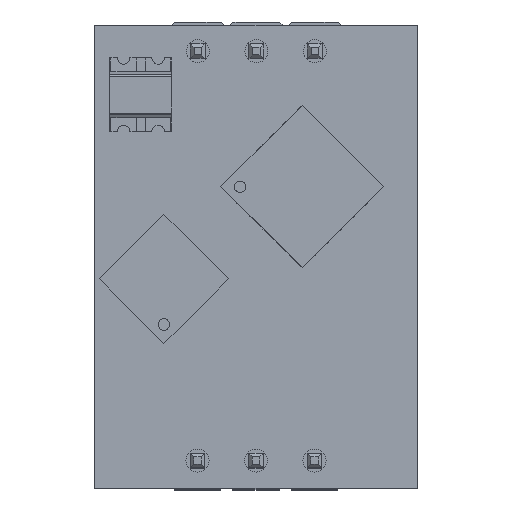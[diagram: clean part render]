
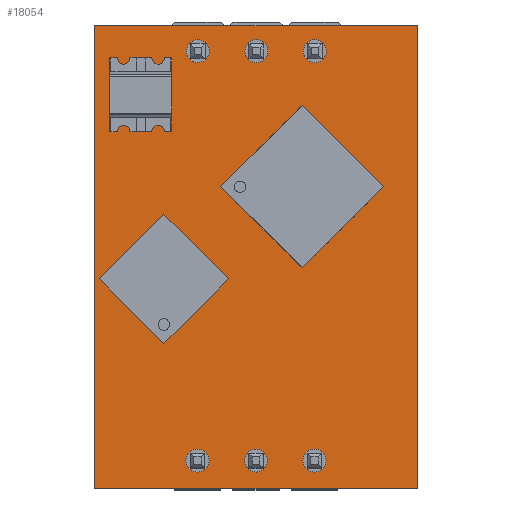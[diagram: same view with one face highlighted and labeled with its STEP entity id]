
A CAD part, top view. The second image highlights one B-rep face of the part: STEP entity #18054.
In plain terms, the highlighted planar face has unit normal (0, 0, 1).
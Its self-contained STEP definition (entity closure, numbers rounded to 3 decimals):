
#17876 = VERTEX_POINT('',#17877);
#17877 = CARTESIAN_POINT('',(7.,-10.1,1.6));
#17883 = EDGE_CURVE('',#17876,#17884,#17886,.T.);
#17884 = VERTEX_POINT('',#17885);
#17885 = CARTESIAN_POINT('',(-7.,-10.1,1.6));
#17886 = LINE('',#17887,#17888);
#17887 = CARTESIAN_POINT('',(7.,-10.1,1.6));
#17888 = VECTOR('',#17889,1.);
#17889 = DIRECTION('',(-1.,0.,0.));
#17916 = VERTEX_POINT('',#17917);
#17917 = CARTESIAN_POINT('',(7.,10.,1.6));
#17923 = EDGE_CURVE('',#17916,#17876,#17924,.T.);
#17924 = LINE('',#17925,#17926);
#17925 = CARTESIAN_POINT('',(7.,10.,1.6));
#17926 = VECTOR('',#17927,1.);
#17927 = DIRECTION('',(0.,-1.,0.));
#17945 = EDGE_CURVE('',#17884,#17946,#17948,.T.);
#17946 = VERTEX_POINT('',#17947);
#17947 = CARTESIAN_POINT('',(-7.,10.,1.6));
#17948 = LINE('',#17949,#17950);
#17949 = CARTESIAN_POINT('',(-7.,-10.1,1.6));
#17950 = VECTOR('',#17951,1.);
#17951 = DIRECTION('',(0.,1.,0.));
#18054 = ADVANCED_FACE('',(#18055,#18066,#18077,#18088,#18099,#18110,
    #18121),#18132,.T.);
#18055 = FACE_BOUND('',#18056,.T.);
#18056 = EDGE_LOOP('',(#18057,#18058,#18059,#18065));
#18057 = ORIENTED_EDGE('',*,*,#17883,.F.);
#18058 = ORIENTED_EDGE('',*,*,#17923,.F.);
#18059 = ORIENTED_EDGE('',*,*,#18060,.F.);
#18060 = EDGE_CURVE('',#17946,#17916,#18061,.T.);
#18061 = LINE('',#18062,#18063);
#18062 = CARTESIAN_POINT('',(-7.,10.,1.6));
#18063 = VECTOR('',#18064,1.);
#18064 = DIRECTION('',(1.,0.,0.));
#18065 = ORIENTED_EDGE('',*,*,#17945,.F.);
#18066 = FACE_BOUND('',#18067,.T.);
#18067 = EDGE_LOOP('',(#18068));
#18068 = ORIENTED_EDGE('',*,*,#18069,.T.);
#18069 = EDGE_CURVE('',#18070,#18070,#18072,.T.);
#18070 = VERTEX_POINT('',#18071);
#18071 = CARTESIAN_POINT('',(-2.54,-9.39,1.6));
#18072 = CIRCLE('',#18073,0.5);
#18073 = AXIS2_PLACEMENT_3D('',#18074,#18075,#18076);
#18074 = CARTESIAN_POINT('',(-2.54,-8.89,1.6));
#18075 = DIRECTION('',(-0.,0.,-1.));
#18076 = DIRECTION('',(-0.,-1.,0.));
#18077 = FACE_BOUND('',#18078,.T.);
#18078 = EDGE_LOOP('',(#18079));
#18079 = ORIENTED_EDGE('',*,*,#18080,.T.);
#18080 = EDGE_CURVE('',#18081,#18081,#18083,.T.);
#18081 = VERTEX_POINT('',#18082);
#18082 = CARTESIAN_POINT('',(0.,-9.39,1.6));
#18083 = CIRCLE('',#18084,0.5);
#18084 = AXIS2_PLACEMENT_3D('',#18085,#18086,#18087);
#18085 = CARTESIAN_POINT('',(0.,-8.89,1.6));
#18086 = DIRECTION('',(-0.,0.,-1.));
#18087 = DIRECTION('',(0.,-1.,-0.));
#18088 = FACE_BOUND('',#18089,.T.);
#18089 = EDGE_LOOP('',(#18090));
#18090 = ORIENTED_EDGE('',*,*,#18091,.T.);
#18091 = EDGE_CURVE('',#18092,#18092,#18094,.T.);
#18092 = VERTEX_POINT('',#18093);
#18093 = CARTESIAN_POINT('',(2.54,-9.39,1.6));
#18094 = CIRCLE('',#18095,0.5);
#18095 = AXIS2_PLACEMENT_3D('',#18096,#18097,#18098);
#18096 = CARTESIAN_POINT('',(2.54,-8.89,1.6));
#18097 = DIRECTION('',(-0.,0.,-1.));
#18098 = DIRECTION('',(-0.,-1.,0.));
#18099 = FACE_BOUND('',#18100,.T.);
#18100 = EDGE_LOOP('',(#18101));
#18101 = ORIENTED_EDGE('',*,*,#18102,.T.);
#18102 = EDGE_CURVE('',#18103,#18103,#18105,.T.);
#18103 = VERTEX_POINT('',#18104);
#18104 = CARTESIAN_POINT('',(-2.525,8.39,1.6));
#18105 = CIRCLE('',#18106,0.5);
#18106 = AXIS2_PLACEMENT_3D('',#18107,#18108,#18109);
#18107 = CARTESIAN_POINT('',(-2.525,8.89,1.6));
#18108 = DIRECTION('',(-0.,0.,-1.));
#18109 = DIRECTION('',(-0.,-1.,0.));
#18110 = FACE_BOUND('',#18111,.T.);
#18111 = EDGE_LOOP('',(#18112));
#18112 = ORIENTED_EDGE('',*,*,#18113,.T.);
#18113 = EDGE_CURVE('',#18114,#18114,#18116,.T.);
#18114 = VERTEX_POINT('',#18115);
#18115 = CARTESIAN_POINT('',(0.015,8.39,1.6));
#18116 = CIRCLE('',#18117,0.5);
#18117 = AXIS2_PLACEMENT_3D('',#18118,#18119,#18120);
#18118 = CARTESIAN_POINT('',(0.015,8.89,1.6));
#18119 = DIRECTION('',(-0.,0.,-1.));
#18120 = DIRECTION('',(0.,-1.,-0.));
#18121 = FACE_BOUND('',#18122,.T.);
#18122 = EDGE_LOOP('',(#18123));
#18123 = ORIENTED_EDGE('',*,*,#18124,.T.);
#18124 = EDGE_CURVE('',#18125,#18125,#18127,.T.);
#18125 = VERTEX_POINT('',#18126);
#18126 = CARTESIAN_POINT('',(2.555,8.39,1.6));
#18127 = CIRCLE('',#18128,0.5);
#18128 = AXIS2_PLACEMENT_3D('',#18129,#18130,#18131);
#18129 = CARTESIAN_POINT('',(2.555,8.89,1.6));
#18130 = DIRECTION('',(-0.,0.,-1.));
#18131 = DIRECTION('',(-0.,-1.,0.));
#18132 = PLANE('',#18133);
#18133 = AXIS2_PLACEMENT_3D('',#18134,#18135,#18136);
#18134 = CARTESIAN_POINT('',(0.,0.,1.6));
#18135 = DIRECTION('',(0.,0.,1.));
#18136 = DIRECTION('',(1.,0.,-0.));
